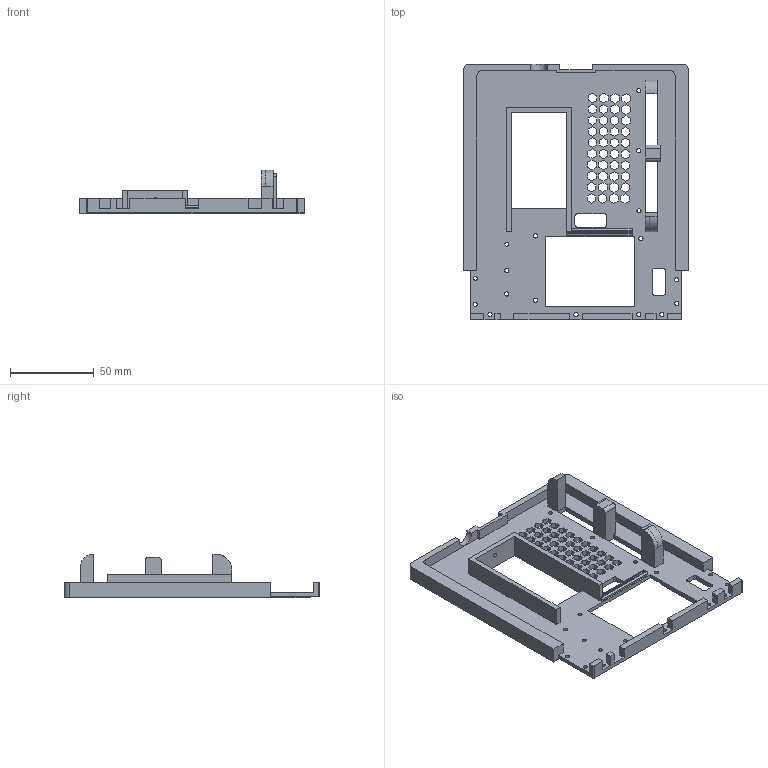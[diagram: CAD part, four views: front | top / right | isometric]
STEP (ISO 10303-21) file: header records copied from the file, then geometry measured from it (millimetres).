
FILE_DESCRIPTION(/* description */ (''),/* implementation_level */ '2;1');
FILE_NAME(/* name */ 'Panel_Rear_Final.step',/* time_stamp */ '2023-11-04T17:52:26-06:00',/* author */ (''),/* organization */ (''),/* preprocessor_version */ 'ST-DEVELOPER v20',/* originating_system */ 'Autodesk Translation Framework v12.14.0.127',/* authorisation */ '');
FILE_SCHEMA (('AUTOMOTIVE_DESIGN { 1 0 10303 214 3 1 1 }'));
Length unit declared in the file: millimetre
Products named in the file (5): FW_Enc_V02; Component9; Component10; Component11; Component12
Assembly tree (4 placements, depth 4):
  FW_Enc_V02
    Component9
    Component10
      Component11
        Component12
Bounding box: 134.29 x 152.95 x 26.2 mm (x, y, z)
Volume: 70447.7 mm3; surface area: 47757.8 mm2
Topology: 1 solids, 1 shells, 394 faces, 1172 edges, 778 vertices
Faces by surface type: plane 354, cylinder 38, bspline 2
Full cylindrical faces by diameter (mm): 2.5 x18
Entity records: 13430 total; most frequent: CARTESIAN_POINT 2436, ORIENTED_EDGE 2344, DIRECTION 2045, EDGE_CURVE 1172, LINE 1091, VECTOR 1091, VERTEX_POINT 778, EDGE_LOOP 521
